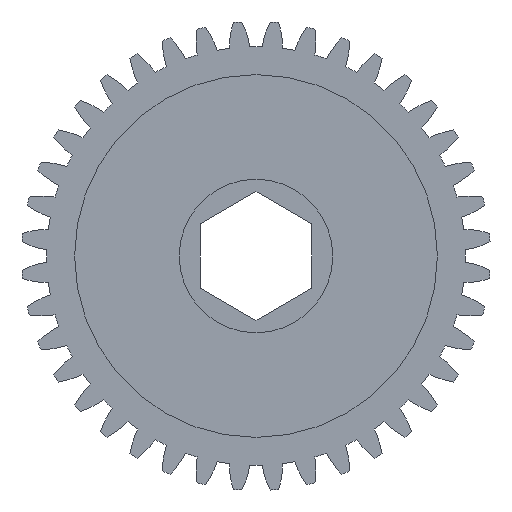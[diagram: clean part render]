
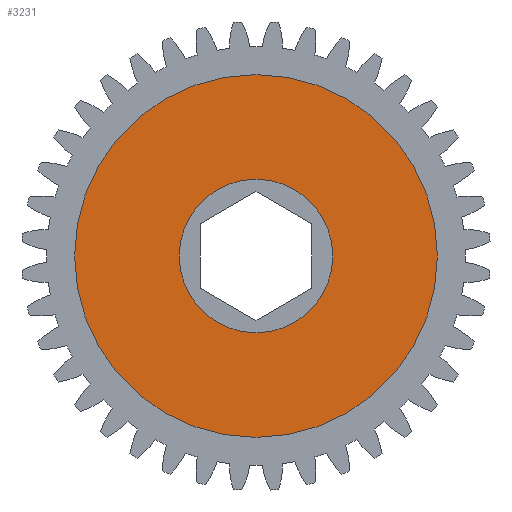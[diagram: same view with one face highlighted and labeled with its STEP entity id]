
A CAD part, left-side view. The second image highlights one B-rep face of the part: STEP entity #3231.
In plain terms, the highlighted planar face has unit normal (-1, 0, 0).
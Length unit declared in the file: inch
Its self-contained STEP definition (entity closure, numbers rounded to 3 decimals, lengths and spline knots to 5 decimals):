
#85 = VERTEX_POINT ( 'NONE', #3497 ) ;
#143 = EDGE_LOOP ( 'NONE', ( #709, #3169 ) ) ;
#669 = VERTEX_POINT ( 'NONE', #5499 ) ;
#709 = ORIENTED_EDGE ( 'NONE', *, *, #3546, .F. ) ;
#1068 = EDGE_CURVE ( 'NONE', #669, #4261, #1511, .T. ) ;
#1159 = CIRCLE ( 'NONE', #3357, 0.8125 ) ;
#1169 = CARTESIAN_POINT ( 'NONE',  ( 0.1375, 0., -0.34375 ) ) ;
#1231 = EDGE_CURVE ( 'NONE', #5110, #85, #1159, .T. ) ;
#1511 = CIRCLE ( 'NONE', #3360, 0.34375 ) ;
#2993 = AXIS2_PLACEMENT_3D ( 'NONE', #4787, #4771, #4766 ) ;
#3040 = DIRECTION ( 'NONE',  ( 0., 0., -1. ) ) ;
#3055 = DIRECTION ( 'NONE',  ( 1., 0., 0. ) ) ;
#3064 = CARTESIAN_POINT ( 'NONE',  ( 0.1375, 0., 0. ) ) ;
#3069 = AXIS2_PLACEMENT_3D ( 'NONE', #5963, #6052, #5905 ) ;
#3160 = AXIS2_PLACEMENT_3D ( 'NONE', #5317, #5298, #5291 ) ;
#3169 = ORIENTED_EDGE ( 'NONE', *, *, #1231, .F. ) ;
#3231 = ADVANCED_FACE ( 'NONE', ( #5814, #5882 ), #5929, .F. ) ;
#3357 = AXIS2_PLACEMENT_3D ( 'NONE', #3064, #3055, #3040 ) ;
#3360 = AXIS2_PLACEMENT_3D ( 'NONE', #3781, #3769, #3762 ) ;
#3497 = CARTESIAN_POINT ( 'NONE',  ( 0.1375, 0., 0.8125 ) ) ;
#3546 = EDGE_CURVE ( 'NONE', #85, #5110, #5740, .T. ) ;
#3594 = EDGE_CURVE ( 'NONE', #4261, #669, #5411, .T. ) ;
#3705 = CARTESIAN_POINT ( 'NONE',  ( 0.1375, 0., -0.8125 ) ) ;
#3762 = DIRECTION ( 'NONE',  ( 0., 0., -1. ) ) ;
#3769 = DIRECTION ( 'NONE',  ( 1., 0., 0. ) ) ;
#3781 = CARTESIAN_POINT ( 'NONE',  ( 0.1375, 0., 0. ) ) ;
#4261 = VERTEX_POINT ( 'NONE', #1169 ) ;
#4500 = ORIENTED_EDGE ( 'NONE', *, *, #3594, .T. ) ;
#4759 = ORIENTED_EDGE ( 'NONE', *, *, #1068, .T. ) ;
#4766 = DIRECTION ( 'NONE',  ( 0., 0., -1. ) ) ;
#4771 = DIRECTION ( 'NONE',  ( 1., 0., 0. ) ) ;
#4787 = CARTESIAN_POINT ( 'NONE',  ( 0.1375, 0., 0. ) ) ;
#5110 = VERTEX_POINT ( 'NONE', #3705 ) ;
#5291 = DIRECTION ( 'NONE',  ( 0., 0., -1. ) ) ;
#5298 = DIRECTION ( 'NONE',  ( 1., 0., 0. ) ) ;
#5317 = CARTESIAN_POINT ( 'NONE',  ( 0.1375, 0., 0. ) ) ;
#5411 = CIRCLE ( 'NONE', #2993, 0.34375 ) ;
#5499 = CARTESIAN_POINT ( 'NONE',  ( 0.1375, 0., 0.34375 ) ) ;
#5740 = CIRCLE ( 'NONE', #3160, 0.8125 ) ;
#5814 = FACE_OUTER_BOUND ( 'NONE', #143, .T. ) ;
#5882 = FACE_BOUND ( 'NONE', #6205, .T. ) ;
#5905 = DIRECTION ( 'NONE',  ( 0., 0., -1. ) ) ;
#5929 = PLANE ( 'NONE',  #3069 ) ;
#5963 = CARTESIAN_POINT ( 'NONE',  ( 0.1375, 0., 0. ) ) ;
#6052 = DIRECTION ( 'NONE',  ( 1., 0., 0. ) ) ;
#6205 = EDGE_LOOP ( 'NONE', ( #4500, #4759 ) ) ;
